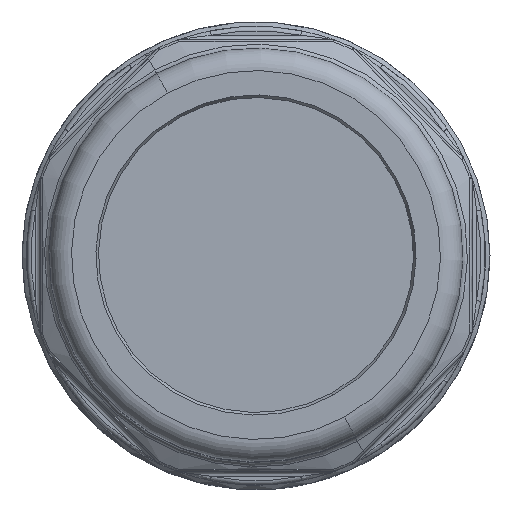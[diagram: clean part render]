
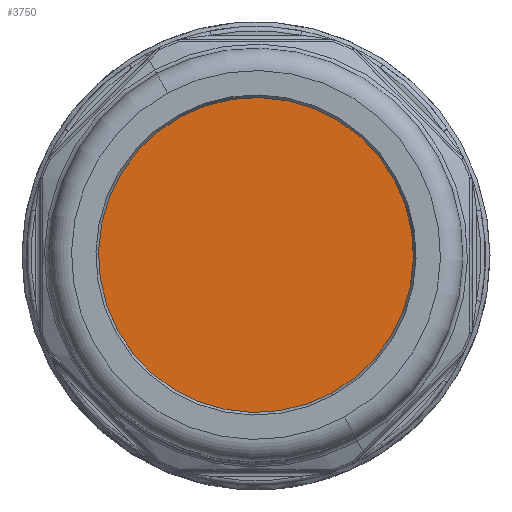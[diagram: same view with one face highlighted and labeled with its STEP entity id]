
A CAD part, top view. The second image highlights one B-rep face of the part: STEP entity #3750.
In plain terms, the highlighted planar face has unit normal (0, 0, 1).
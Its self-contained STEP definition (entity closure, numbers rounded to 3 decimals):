
#3727=CARTESIAN_POINT('Axis2P3D Location',(0.,0.,50.5)) ;
#3732=CARTESIAN_POINT('Axis2P3D Location',(0.,0.,50.5)) ;
#3736=CARTESIAN_POINT('Vertex',(-8.39,15.358,50.5)) ;
#3738=CARTESIAN_POINT('Vertex',(8.39,-15.358,50.5)) ;
#3741=CARTESIAN_POINT('Axis2P3D Location',(0.,0.,50.5)) ;
#3728=DIRECTION('Axis2P3D Direction',(0.,0.,1.)) ;
#3729=DIRECTION('Axis2P3D XDirection',(1.,0.,0.)) ;
#3733=DIRECTION('Axis2P3D Direction',(0.,0.,1.)) ;
#3742=DIRECTION('Axis2P3D Direction',(0.,0.,1.)) ;
#3730=AXIS2_PLACEMENT_3D('Plane Axis2P3D',#3727,#3728,#3729) ;
#3734=AXIS2_PLACEMENT_3D('Circle Axis2P3D',#3732,#3733,$) ;
#3743=AXIS2_PLACEMENT_3D('Circle Axis2P3D',#3741,#3742,$) ;
#3735=CIRCLE('generated circle',#3734,17.5) ;
#3744=CIRCLE('generated circle',#3743,17.5) ;
#3731=PLANE('',#3730) ;
#3740=EDGE_CURVE('',#3737,#3739,#3735,.T.) ;
#3745=EDGE_CURVE('',#3739,#3737,#3744,.T.) ;
#3747=ORIENTED_EDGE('',*,*,#3740,.T.) ;
#3748=ORIENTED_EDGE('',*,*,#3745,.T.) ;
#3746=EDGE_LOOP('',(#3747,#3748)) ;
#3737=VERTEX_POINT('',#3736) ;
#3739=VERTEX_POINT('',#3738) ;
#3750=ADVANCED_FACE('PartBody',(#3749),#3731,.T.) ;
#3749=FACE_OUTER_BOUND('',#3746,.T.) ;
